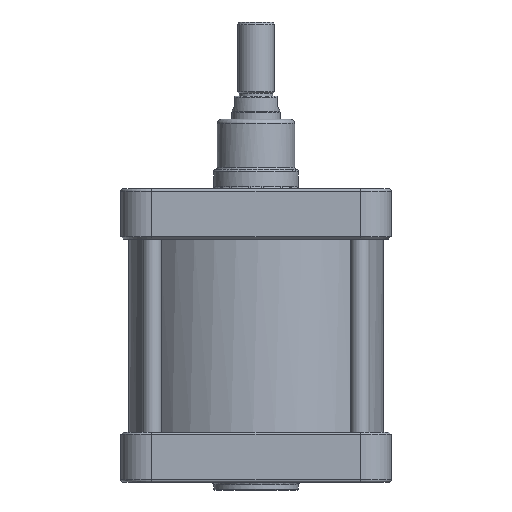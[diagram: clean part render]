
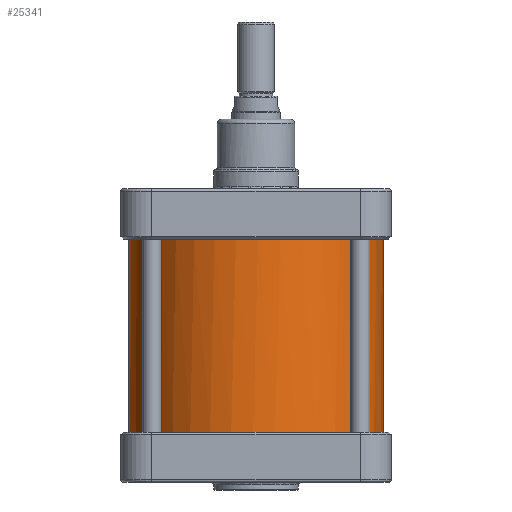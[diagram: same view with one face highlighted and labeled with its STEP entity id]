
A CAD part, front view. The second image highlights one B-rep face of the part: STEP entity #25341.
In plain terms, the highlighted cylindrical face has radius 165 mm (diameter 330 mm), a full revolution.
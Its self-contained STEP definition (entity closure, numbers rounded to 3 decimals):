
#3557=CARTESIAN_POINT('',(154.091,59.,125.0));
#3558=VERTEX_POINT('',#3557);
#3559=CARTESIAN_POINT('',(0.0,0.0,125.0));
#3560=DIRECTION('',(0.0,0.0,-1.0));
#3561=DIRECTION('',(-1.0,0.0,0.0));
#3562=AXIS2_PLACEMENT_3D('',#3559,#3560,#3561);
#3563=CIRCLE('',#3562,165.0);
#3564=EDGE_CURVE('',#3558,#3558,#3563,.T.);
#3989=CARTESIAN_POINT('',(164.891,-6.,-125.0));
#3990=VERTEX_POINT('',#3989);
#3991=CARTESIAN_POINT('',(0.0,0.0,-125.0));
#3992=DIRECTION('',(0.0,0.0,1.0));
#3993=DIRECTION('',(-1.0,0.0,0.0));
#3994=AXIS2_PLACEMENT_3D('',#3991,#3992,#3993);
#3995=CIRCLE('',#3994,165.0);
#3996=EDGE_CURVE('',#3990,#3990,#3995,.T.);
#25330=CARTESIAN_POINT('',(0.0,0.0,0.0));
#25331=DIRECTION('',(0.0,0.0,1.0));
#25332=DIRECTION('',(-1.0,0.0,0.0));
#25333=AXIS2_PLACEMENT_3D('',#25330,#25331,#25332);
#25334=CYLINDRICAL_SURFACE('',#25333,165.0);
#25335=ORIENTED_EDGE('',*,*,#3996,.T.);
#25336=EDGE_LOOP('',(#25335));
#25337=FACE_OUTER_BOUND('',#25336,.T.);
#25338=ORIENTED_EDGE('',*,*,#3564,.T.);
#25339=EDGE_LOOP('',(#25338));
#25340=FACE_BOUND('',#25339,.T.);
#25341=ADVANCED_FACE('',(#25337,#25340),#25334,.T.);
